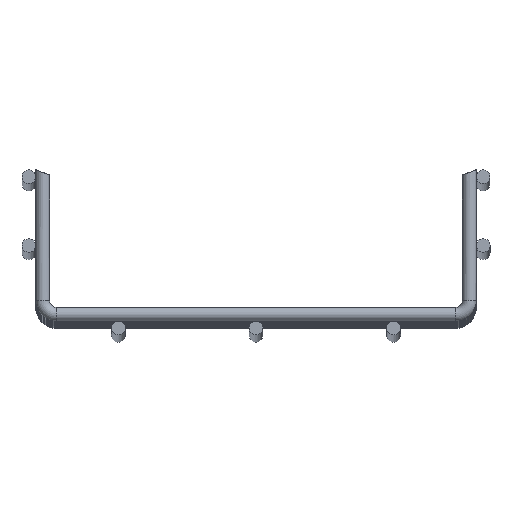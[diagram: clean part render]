
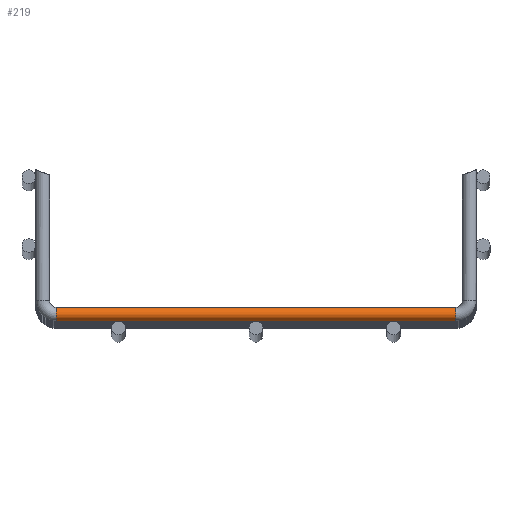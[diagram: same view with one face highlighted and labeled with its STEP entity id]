
A CAD part, top view. The second image highlights one B-rep face of the part: STEP entity #219.
In plain terms, the highlighted cylindrical face has radius 2.5 mm (diameter 5 mm), a partial arc.
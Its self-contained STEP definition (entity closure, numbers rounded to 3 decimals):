
#3 = ORIENTED_EDGE ( 'NONE', *, *, #532, .F. ) ;
#35 = CARTESIAN_POINT ( 'NONE',  ( -72.5, -2.5, 0. ) ) ;
#60 = DIRECTION ( 'NONE',  ( -1., 0., 0. ) ) ;
#72 = DIRECTION ( 'NONE',  ( 1., 0., 0. ) ) ;
#83 = VECTOR ( 'NONE', #624, 1000. ) ;
#100 = DIRECTION ( 'NONE',  ( -1., 0., 0. ) ) ;
#116 = AXIS2_PLACEMENT_3D ( 'NONE', #638, #100, #145 ) ;
#124 = ORIENTED_EDGE ( 'NONE', *, *, #526, .T. ) ;
#145 = DIRECTION ( 'NONE',  ( 0., -1., 0. ) ) ;
#160 = AXIS2_PLACEMENT_3D ( 'NONE', #599, #60, #327 ) ;
#176 = EDGE_LOOP ( 'NONE', ( #536, #124, #260, #3 ) ) ;
#206 = VERTEX_POINT ( 'NONE', #349 ) ;
#209 = CIRCLE ( 'NONE', #116, 2.5 ) ;
#219 = ADVANCED_FACE ( 'NONE', ( #245 ), #689, .T. ) ;
#243 = CARTESIAN_POINT ( 'NONE',  ( -72.5, 2.5, 0. ) ) ;
#245 = FACE_OUTER_BOUND ( 'NONE', #176, .T. ) ;
#248 = CARTESIAN_POINT ( 'NONE',  ( -72.5, 0., 0. ) ) ;
#260 = ORIENTED_EDGE ( 'NONE', *, *, #470, .T. ) ;
#275 = EDGE_CURVE ( 'NONE', #206, #660, #209, .T. ) ;
#305 = CARTESIAN_POINT ( 'NONE',  ( 72.5, -2.5, 0. ) ) ;
#312 = VERTEX_POINT ( 'NONE', #305 ) ;
#327 = DIRECTION ( 'NONE',  ( 0., -1., 0. ) ) ;
#330 = CARTESIAN_POINT ( 'NONE',  ( -72.5, 2.5, 0. ) ) ;
#349 = CARTESIAN_POINT ( 'NONE',  ( -72.5, -2.5, 0. ) ) ;
#415 = DIRECTION ( 'NONE',  ( 1., 0., 0. ) ) ;
#417 = DIRECTION ( 'NONE',  ( 0., 1., 0. ) ) ;
#422 = AXIS2_PLACEMENT_3D ( 'NONE', #248, #415, #417 ) ;
#442 = CARTESIAN_POINT ( 'NONE',  ( 72.5, 2.5, 0. ) ) ;
#462 = LINE ( 'NONE', #35, #83 ) ;
#470 = EDGE_CURVE ( 'NONE', #312, #478, #520, .T. ) ;
#478 = VERTEX_POINT ( 'NONE', #442 ) ;
#511 = LINE ( 'NONE', #330, #566 ) ;
#520 = CIRCLE ( 'NONE', #160, 2.5 ) ;
#526 = EDGE_CURVE ( 'NONE', #206, #312, #462, .T. ) ;
#532 = EDGE_CURVE ( 'NONE', #660, #478, #511, .T. ) ;
#536 = ORIENTED_EDGE ( 'NONE', *, *, #275, .F. ) ;
#566 = VECTOR ( 'NONE', #72, 1000. ) ;
#599 = CARTESIAN_POINT ( 'NONE',  ( 72.5, 0., 0. ) ) ;
#624 = DIRECTION ( 'NONE',  ( 1., 0., 0. ) ) ;
#638 = CARTESIAN_POINT ( 'NONE',  ( -72.5, 0., 0. ) ) ;
#660 = VERTEX_POINT ( 'NONE', #243 ) ;
#689 = CYLINDRICAL_SURFACE ( 'NONE', #422, 2.5 ) ;
